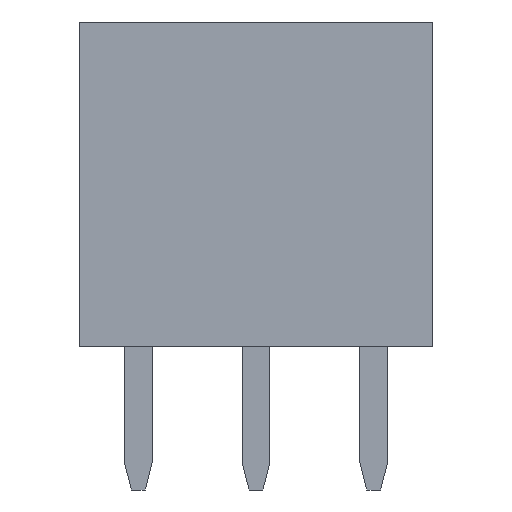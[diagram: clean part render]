
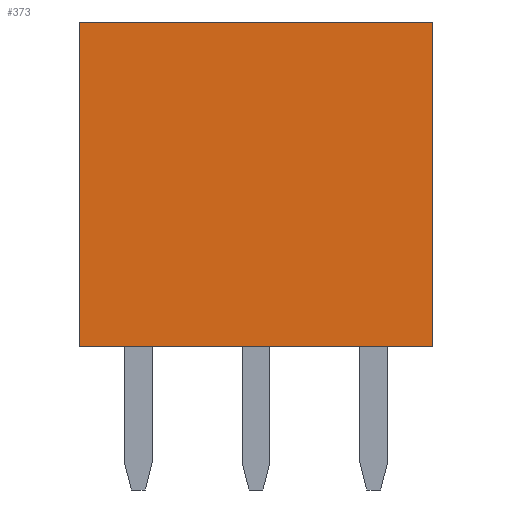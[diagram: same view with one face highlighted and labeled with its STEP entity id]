
A CAD part, left-side view. The second image highlights one B-rep face of the part: STEP entity #373.
In plain terms, the highlighted planar face has unit normal (-1, 0, 0).
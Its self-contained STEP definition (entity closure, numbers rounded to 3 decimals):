
#13=DIRECTION('',(0.,0.,1.));
#27=VECTOR('',#13,1.);
#51=VERTEX_POINT('',#52);
#52=CARTESIAN_POINT('',(-1.27,-6.35,0.));
#57=DIRECTION('',(1.,0.,0.));
#59=EDGE_CURVE('',#51,#60,#62,.T.);
#60=VERTEX_POINT('',#61);
#61=CARTESIAN_POINT('',(-1.27,-6.35,7.));
#62=LINE('',#52,#27);
#98=VERTEX_POINT('',#99);
#99=CARTESIAN_POINT('',(-1.27,1.27,7.));
#102=EDGE_CURVE('',#103,#98,#105,.T.);
#103=VERTEX_POINT('',#104);
#104=CARTESIAN_POINT('',(-1.27,1.27,0.));
#105=LINE('',#104,#27);
#125=DIRECTION('',(0.,-1.,0.));
#141=EDGE_CURVE('',#98,#60,#142,.T.);
#142=LINE('',#99,#143);
#143=VECTOR('',#125,1.);
#219=ORIENTED_EDGE('',*,*,#220,.F.);
#220=EDGE_CURVE('',#103,#51,#221,.T.);
#221=LINE('',#104,#143);
#373=ADVANCED_FACE('',(#374),#379,.F.);
#374=FACE_BOUND('',#375,.F.);
#375=EDGE_LOOP('',(#376,#377,#378,#219));
#376=ORIENTED_EDGE('',*,*,#102,.T.);
#377=ORIENTED_EDGE('',*,*,#141,.T.);
#378=ORIENTED_EDGE('',*,*,#59,.F.);
#379=PLANE('',#380);
#380=AXIS2_PLACEMENT_3D('',#104,#57,#125);
